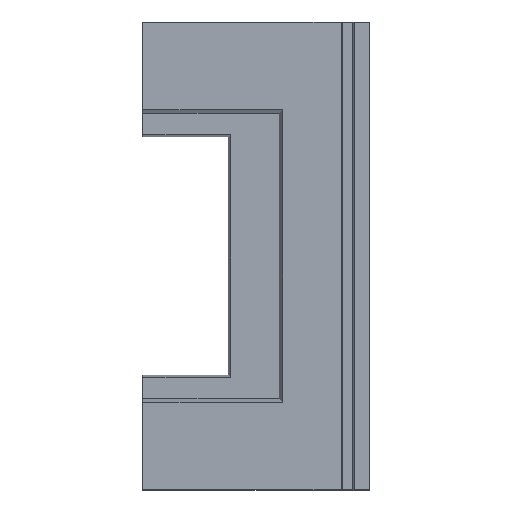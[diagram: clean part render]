
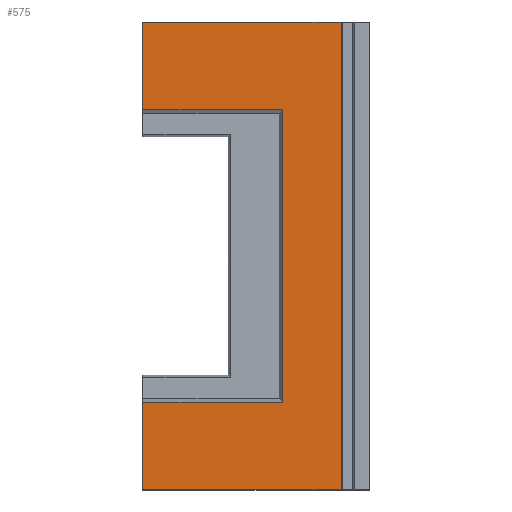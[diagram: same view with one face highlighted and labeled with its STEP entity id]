
A CAD part, top view. The second image highlights one B-rep face of the part: STEP entity #575.
In plain terms, the highlighted planar face has unit normal (0, 0, 1).
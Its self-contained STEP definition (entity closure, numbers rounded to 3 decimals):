
#4 = FACE_OUTER_BOUND ( 'NONE', #302, .T. ) ;
#42 = ORIENTED_EDGE ( 'NONE', *, *, #301, .F. ) ;
#45 = CARTESIAN_POINT ( 'NONE',  ( 920., 2160., 80. ) ) ;
#48 = CARTESIAN_POINT ( 'NONE',  ( 920., 0., 80. ) ) ;
#49 = ORIENTED_EDGE ( 'NONE', *, *, #582, .T. ) ;
#60 = DIRECTION ( 'NONE',  ( -1., 0., 0. ) ) ;
#68 = PLANE ( 'NONE',  #572 ) ;
#71 = CARTESIAN_POINT ( 'NONE',  ( 5., 1755., 80. ) ) ;
#85 = CARTESIAN_POINT ( 'NONE',  ( 650., 405., 80. ) ) ;
#86 = VECTOR ( 'NONE', #445, 1000. ) ;
#117 = CARTESIAN_POINT ( 'NONE',  ( -1050., 2160., 80. ) ) ;
#120 = LINE ( 'NONE', #313, #199 ) ;
#135 = CARTESIAN_POINT ( 'NONE',  ( -650., 405., 80. ) ) ;
#137 = EDGE_CURVE ( 'NONE', #259, #148, #167, .T. ) ;
#141 = VERTEX_POINT ( 'NONE', #337 ) ;
#143 = CARTESIAN_POINT ( 'NONE',  ( 920., 2160., 80. ) ) ;
#146 = VECTOR ( 'NONE', #214, 1000. ) ;
#147 = ORIENTED_EDGE ( 'NONE', *, *, #463, .T. ) ;
#148 = VERTEX_POINT ( 'NONE', #524 ) ;
#149 = DIRECTION ( 'NONE',  ( 0., -1., 0. ) ) ;
#151 = CARTESIAN_POINT ( 'NONE',  ( -1050., 2160., 80. ) ) ;
#167 = LINE ( 'NONE', #135, #176 ) ;
#176 = VECTOR ( 'NONE', #477, 1000. ) ;
#195 = DIRECTION ( 'NONE',  ( 0., -1., 0. ) ) ;
#199 = VECTOR ( 'NONE', #60, 1000. ) ;
#206 = DIRECTION ( 'NONE',  ( 1., 0., 0. ) ) ;
#213 = CARTESIAN_POINT ( 'NONE',  ( 5., 2160., 80. ) ) ;
#214 = DIRECTION ( 'NONE',  ( 1., 0., 0. ) ) ;
#227 = ORIENTED_EDGE ( 'NONE', *, *, #451, .T. ) ;
#228 = CARTESIAN_POINT ( 'NONE',  ( 5., 405., 80. ) ) ;
#247 = VECTOR ( 'NONE', #206, 1000. ) ;
#259 = VERTEX_POINT ( 'NONE', #228 ) ;
#273 = LINE ( 'NONE', #543, #146 ) ;
#288 = ORIENTED_EDGE ( 'NONE', *, *, #137, .F. ) ;
#301 = EDGE_CURVE ( 'NONE', #397, #328, #490, .T. ) ;
#302 = EDGE_LOOP ( 'NONE', ( #499, #227, #535, #395, #288, #49, #147, #42 ) ) ;
#313 = CARTESIAN_POINT ( 'NONE',  ( -650., 1755., 80. ) ) ;
#321 = EDGE_CURVE ( 'NONE', #148, #141, #383, .T. ) ;
#323 = VECTOR ( 'NONE', #195, 1000. ) ;
#326 = DIRECTION ( 'NONE',  ( 0., -1., 0. ) ) ;
#328 = VERTEX_POINT ( 'NONE', #48 ) ;
#337 = CARTESIAN_POINT ( 'NONE',  ( 650., 1755., 80. ) ) ;
#383 = LINE ( 'NONE', #85, #86 ) ;
#395 = ORIENTED_EDGE ( 'NONE', *, *, #321, .F. ) ;
#397 = VERTEX_POINT ( 'NONE', #143 ) ;
#400 = LINE ( 'NONE', #151, #247 ) ;
#405 = EDGE_CURVE ( 'NONE', #494, #397, #400, .T. ) ;
#445 = DIRECTION ( 'NONE',  ( 0., 1., 0. ) ) ;
#451 = EDGE_CURVE ( 'NONE', #494, #553, #546, .T. ) ;
#452 = CARTESIAN_POINT ( 'NONE',  ( 5., 2160., 80. ) ) ;
#458 = VECTOR ( 'NONE', #326, 1000. ) ;
#460 = CARTESIAN_POINT ( 'NONE',  ( 5., 0., 80. ) ) ;
#463 = EDGE_CURVE ( 'NONE', #507, #328, #273, .T. ) ;
#477 = DIRECTION ( 'NONE',  ( 1., 0., 0. ) ) ;
#490 = LINE ( 'NONE', #45, #323 ) ;
#494 = VERTEX_POINT ( 'NONE', #608 ) ;
#497 = EDGE_CURVE ( 'NONE', #141, #553, #120, .T. ) ;
#499 = ORIENTED_EDGE ( 'NONE', *, *, #405, .F. ) ;
#507 = VERTEX_POINT ( 'NONE', #460 ) ;
#524 = CARTESIAN_POINT ( 'NONE',  ( 650., 405., 80. ) ) ;
#535 = ORIENTED_EDGE ( 'NONE', *, *, #497, .F. ) ;
#543 = CARTESIAN_POINT ( 'NONE',  ( -1050., 0., 80. ) ) ;
#546 = LINE ( 'NONE', #452, #573 ) ;
#553 = VERTEX_POINT ( 'NONE', #71 ) ;
#566 = DIRECTION ( 'NONE',  ( 0., 0., -1. ) ) ;
#572 = AXIS2_PLACEMENT_3D ( 'NONE', #117, #566, #610 ) ;
#573 = VECTOR ( 'NONE', #149, 1000. ) ;
#575 = ADVANCED_FACE ( 'NONE', ( #4 ), #68, .F. ) ;
#582 = EDGE_CURVE ( 'NONE', #259, #507, #591, .T. ) ;
#591 = LINE ( 'NONE', #213, #458 ) ;
#608 = CARTESIAN_POINT ( 'NONE',  ( 5., 2160., 80. ) ) ;
#610 = DIRECTION ( 'NONE',  ( -1., 0., 0. ) ) ;
